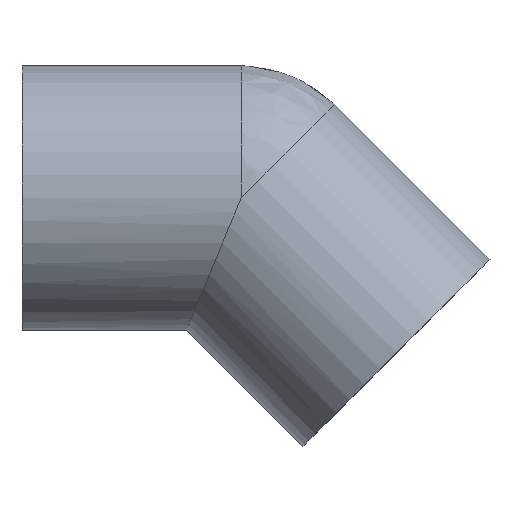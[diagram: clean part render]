
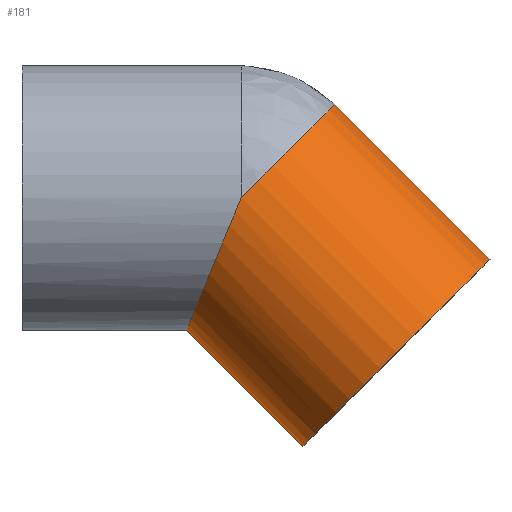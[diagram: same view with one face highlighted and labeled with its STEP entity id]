
A CAD part, top view. The second image highlights one B-rep face of the part: STEP entity #181.
In plain terms, the highlighted cylindrical face has radius 140 mm (diameter 280 mm), a partial arc.
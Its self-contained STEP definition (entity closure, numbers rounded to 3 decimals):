
#89 = VERTEX_POINT( '', #223 );
#99 = VERTEX_POINT( '', #234 );
#103 = EDGE_CURVE( '', #119, #89, #238, .T. );
#115 = EDGE_CURVE( '', #183, #99, #251, .T. );
#119 = VERTEX_POINT( '', #255 );
#125 = EDGE_CURVE( '', #177, #119, #261, .T. );
#131 = EDGE_CURVE( '', #89, #99, #267, .T. );
#141 = EDGE_CURVE( '', #177, #183, #279, .T. );
#177 = VERTEX_POINT( '', #321 );
#181 = ADVANCED_FACE( '', ( #325 ), #326, .T. );
#183 = VERTEX_POINT( '', #328 );
#223 = CARTESIAN_POINT( '', ( 495.044, -65.054, 0. ) );
#234 = CARTESIAN_POINT( '', ( 330.995, 98.995, 0. ) );
#238 = CIRCLE( '', #383, 140. );
#251 = CIRCLE( '', #398, 140. );
#255 = CARTESIAN_POINT( '', ( 297.054, -263.044, 0. ) );
#261 = LINE( '', #410, #411 );
#267 = LINE( '', #421, #422 );
#279 = ELLIPSE( '', #436, 151.535, 140. );
#321 = CARTESIAN_POINT( '', ( 174.01, -140., 0. ) );
#325 = FACE_OUTER_BOUND( '', #491, .T. );
#326 = CYLINDRICAL_SURFACE( '', #492, 140. );
#328 = CARTESIAN_POINT( '', ( 232., 0., 140. ) );
#383 = AXIS2_PLACEMENT_3D( '', #543, #544, #545 );
#398 = AXIS2_PLACEMENT_3D( '', #562, #563, #564 );
#410 = CARTESIAN_POINT( '', ( 215.029, -181.019, 0. ) );
#411 = VECTOR( '', #568, 1. );
#421 = CARTESIAN_POINT( '', ( 413.019, 16.971, 0. ) );
#422 = VECTOR( '', #573, 1. );
#436 = AXIS2_PLACEMENT_3D( '', #595, #596, #597 );
#491 = EDGE_LOOP( '', ( #659, #660, #661, #662, #663 ) );
#492 = AXIS2_PLACEMENT_3D( '', #664, #665, #666 );
#543 = CARTESIAN_POINT( '', ( 396.049, -164.049, 0. ) );
#544 = DIRECTION( '', ( -0.707, 0.707, 0. ) );
#545 = DIRECTION( '', ( 0.707, 0.707, 0. ) );
#562 = CARTESIAN_POINT( '', ( 232., 0., 0. ) );
#563 = DIRECTION( '', ( -0.707, 0.707, 0. ) );
#564 = DIRECTION( '', ( 0.707, 0.707, 0. ) );
#568 = DIRECTION( '', ( 0.707, -0.707, 0. ) );
#573 = DIRECTION( '', ( -0.707, 0.707, 0. ) );
#595 = CARTESIAN_POINT( '', ( 232., 0., 0. ) );
#596 = DIRECTION( '', ( -0.924, 0.383, 0. ) );
#597 = DIRECTION( '', ( 0.383, 0.924, 0. ) );
#659 = ORIENTED_EDGE( '', *, *, #131, .T. );
#660 = ORIENTED_EDGE( '', *, *, #115, .F. );
#661 = ORIENTED_EDGE( '', *, *, #141, .F. );
#662 = ORIENTED_EDGE( '', *, *, #125, .T. );
#663 = ORIENTED_EDGE( '', *, *, #103, .T. );
#664 = CARTESIAN_POINT( '', ( 314.024, -82.024, 0. ) );
#665 = DIRECTION( '', ( 0.707, -0.707, 0. ) );
#666 = DIRECTION( '', ( 0.707, 0.707, 0. ) );
